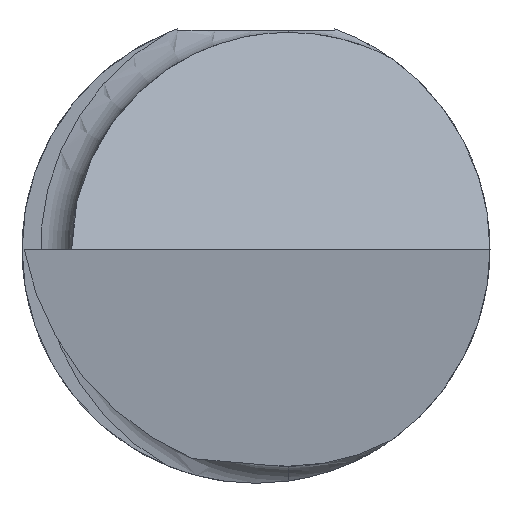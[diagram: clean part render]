
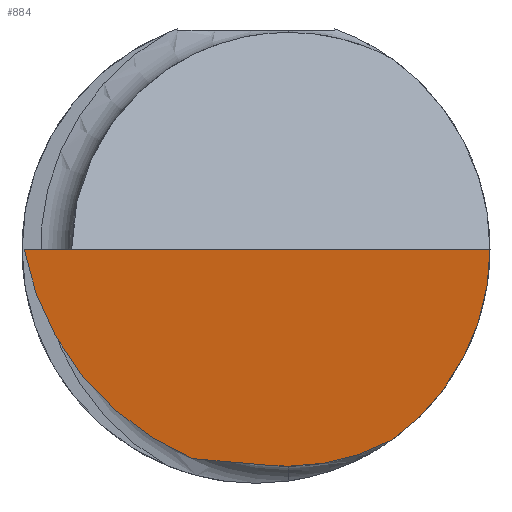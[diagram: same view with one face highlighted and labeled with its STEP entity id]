
A CAD part, left-side view. The second image highlights one B-rep face of the part: STEP entity #884.
In plain terms, the highlighted planar face has unit normal (-0.992, -0.034, -0.122).
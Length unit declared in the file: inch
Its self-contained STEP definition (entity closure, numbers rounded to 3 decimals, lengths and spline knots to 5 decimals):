
#22 = VECTOR ( 'NONE', #869, 39.37008 ) ;
#28 = CARTESIAN_POINT ( 'NONE',  ( -2.97033, -0.0548, -0.17365 ) ) ;
#36 =( BOUNDED_CURVE ( )  B_SPLINE_CURVE ( 3, ( #829, #579, #574, #632 ),
 .UNSPECIFIED., .F., .F. ) 
 B_SPLINE_CURVE_WITH_KNOTS ( ( 4, 4 ),
 ( 3.81421, 4.8047 ),
 .UNSPECIFIED. ) 
 CURVE ( )  GEOMETRIC_REPRESENTATION_ITEM ( )  RATIONAL_B_SPLINE_CURVE ( ( 1., 0.92, 0.92, 1. ) ) 
 REPRESENTATION_ITEM ( '' )  );
#47 = CARTESIAN_POINT ( 'NONE',  ( -2.99941, 0.16848, 0. ) ) ;
#73 = EDGE_CURVE ( 'NONE', #332, #176, #744, .T. ) ;
#81 = CARTESIAN_POINT ( 'NONE',  ( -2.97194, -0.01087, -0.17299 ) ) ;
#85 = CARTESIAN_POINT ( 'NONE',  ( -2.97151, -0.02095, -0.17365 ) ) ;
#86 = ORIENTED_EDGE ( 'NONE', *, *, #175, .F. ) ;
#101 = CARTESIAN_POINT ( 'NONE',  ( -2.97199, -0.0096, -0.17288 ) ) ;
#158 = CARTESIAN_POINT ( 'NONE',  ( -2.97023, -0.08273, -0.16663 ) ) ;
#175 = EDGE_CURVE ( 'NONE', #244, #332, #346, .T. ) ;
#176 = VERTEX_POINT ( 'NONE', #708 ) ;
#201 = ORIENTED_EDGE ( 'NONE', *, *, #331, .F. ) ;
#235 = ORIENTED_EDGE ( 'NONE', *, *, #507, .F. ) ;
#239 = CARTESIAN_POINT ( 'NONE',  ( -3., 0.18559, 0. ) ) ;
#244 = VERTEX_POINT ( 'NONE', #654 ) ;
#245 = DIRECTION ( 'NONE',  ( -0.992, -0.034, -0.122 ) ) ;
#251 = ORIENTED_EDGE ( 'NONE', *, *, #303, .F. ) ;
#303 = EDGE_CURVE ( 'NONE', #305, #463, #456, .T. ) ;
#305 = VERTEX_POINT ( 'NONE', #239 ) ;
#318 =( BOUNDED_CURVE ( )  B_SPLINE_CURVE ( 3, ( #671, #867, #674, #323 ),
 .UNSPECIFIED., .F., .T. ) 
 B_SPLINE_CURVE_WITH_KNOTS ( ( 4, 4 ),
 ( 4.98733, 5.94302 ),
 .UNSPECIFIED. ) 
 CURVE ( )  GEOMETRIC_REPRESENTATION_ITEM ( )  RATIONAL_B_SPLINE_CURVE ( ( 1., 0.925, 0.925, 1. ) ) 
 REPRESENTATION_ITEM ( '' )  );
#323 = CARTESIAN_POINT ( 'NONE',  ( -2.97102, -0.10811, -0.15301 ) ) ;
#331 = EDGE_CURVE ( 'NONE', #463, #244, #318, .T. ) ;
#332 = VERTEX_POINT ( 'NONE', #520 ) ;
#346 =( BOUNDED_CURVE ( )  B_SPLINE_CURVE ( 3, ( #777, #158, #28, #575 ),
 .UNSPECIFIED., .F., .T. ) 
 B_SPLINE_CURVE_WITH_KNOTS ( ( 4, 4 ),
 ( 6.06561, 6.55813 ),
 .UNSPECIFIED. ) 
 CURVE ( )  GEOMETRIC_REPRESENTATION_ITEM ( )  RATIONAL_B_SPLINE_CURVE ( ( 1., 0.98, 0.98, 1. ) ) 
 REPRESENTATION_ITEM ( '' )  );
#396 = ORIENTED_EDGE ( 'NONE', *, *, #847, .T. ) ;
#456 = LINE ( 'NONE', #47, #740 ) ;
#459 = AXIS2_PLACEMENT_3D ( 'NONE', #577, #245, #794 ) ;
#463 = VERTEX_POINT ( 'NONE', #483 ) ;
#466 = DIRECTION ( 'NONE',  ( 0.035, -0.999, 0. ) ) ;
#483 = CARTESIAN_POINT ( 'NONE',  ( -2.98707, -0.18735, 0. ) ) ;
#507 = EDGE_CURVE ( 'NONE', #772, #305, #36, .T. ) ;
#513 = CARTESIAN_POINT ( 'NONE',  ( -2.97171, -0.0159, -0.17343 ) ) ;
#520 = CARTESIAN_POINT ( 'NONE',  ( -2.97133, -0.026, -0.17365 ) ) ;
#527 = EDGE_LOOP ( 'NONE', ( #251, #235, #396, #765, #86, #201 ) ) ;
#573 = FACE_OUTER_BOUND ( 'NONE', #527, .T. ) ;
#574 = CARTESIAN_POINT ( 'NONE',  ( -2.99009, 0.17143, -0.07668 ) ) ;
#575 = CARTESIAN_POINT ( 'NONE',  ( -2.97133, -0.026, -0.17365 ) ) ;
#577 = CARTESIAN_POINT ( 'NONE',  ( -2.88875, 0.20112, -0.9099 ) ) ;
#579 = CARTESIAN_POINT ( 'NONE',  ( -2.98093, 0.12253, -0.13741 ) ) ;
#632 = CARTESIAN_POINT ( 'NONE',  ( -3., 0.18559, 0. ) ) ;
#654 = CARTESIAN_POINT ( 'NONE',  ( -2.97102, -0.10811, -0.15301 ) ) ;
#658 = PLANE ( 'NONE',  #459 ) ;
#671 = CARTESIAN_POINT ( 'NONE',  ( -2.98707, -0.18735, 0. ) ) ;
#674 = CARTESIAN_POINT ( 'NONE',  ( -2.97367, -0.1588, -0.11719 ) ) ;
#708 = CARTESIAN_POINT ( 'NONE',  ( -2.97194, -0.01087, -0.17299 ) ) ;
#715 = CARTESIAN_POINT ( 'NONE',  ( -2.97133, -0.026, -0.17365 ) ) ;
#740 = VECTOR ( 'NONE', #466, 39.37008 ) ;
#744 =( BOUNDED_CURVE ( )  B_SPLINE_CURVE ( 3, ( #715, #85, #513, #81 ),
 .UNSPECIFIED., .F., .T. ) 
 B_SPLINE_CURVE_WITH_KNOTS ( ( 4, 4 ),
 ( 0.27494, 0.36221 ),
 .UNSPECIFIED. ) 
 CURVE ( )  GEOMETRIC_REPRESENTATION_ITEM ( )  RATIONAL_B_SPLINE_CURVE ( ( 1., 0.999, 0.999, 1. ) ) 
 REPRESENTATION_ITEM ( '' )  );
#765 = ORIENTED_EDGE ( 'NONE', *, *, #73, .F. ) ;
#772 = VERTEX_POINT ( 'NONE', #838 ) ;
#777 = CARTESIAN_POINT ( 'NONE',  ( -2.97102, -0.10811, -0.15301 ) ) ;
#779 = LINE ( 'NONE', #101, #22 ) ;
#794 = DIRECTION ( 'NONE',  ( -0.122, 0., 0.993 ) ) ;
#829 = CARTESIAN_POINT ( 'NONE',  ( -2.97473, 0.05064, -0.16761 ) ) ;
#838 = CARTESIAN_POINT ( 'NONE',  ( -2.97473, 0.05064, -0.16761 ) ) ;
#847 = EDGE_CURVE ( 'NONE', #772, #176, #779, .T. ) ;
#867 = CARTESIAN_POINT ( 'NONE',  ( -2.97945, -0.18735, -0.06207 ) ) ;
#869 = DIRECTION ( 'NONE',  ( 0.045, -0.995, -0.087 ) ) ;
#884 = ADVANCED_FACE ( 'NONE', ( #573 ), #658, .T. ) ;
